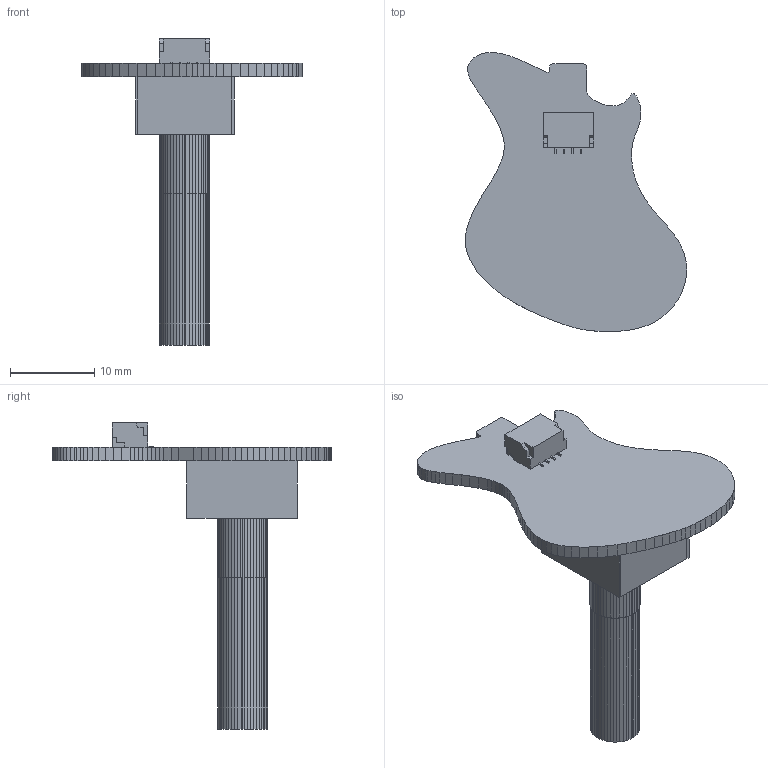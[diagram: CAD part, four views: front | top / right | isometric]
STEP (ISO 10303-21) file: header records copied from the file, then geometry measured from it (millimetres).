
FILE_DESCRIPTION(('Open CASCADE Model'),'2;1');
FILE_NAME('Open CASCADE Shape Model','2022-12-25T16:52:21',('Author'),( 'Open CASCADE'),'Open CASCADE STEP processor 7.5','Open CASCADE 7.5' ,'Unknown');
FILE_SCHEMA(('AUTOMOTIVE_DESIGN { 1 0 10303 214 1 1 1 1 }'));
Length unit declared in the file: millimetre
Products named in the file (12): PCB; Board; Open CASCADE STEP translator 7.5 7.1.1; J1; SM04B-SRSS-TB; POT1; 9075497824; Extruded; 9075496704; 10544464784
Assembly tree (11 placements, depth 4):
  PCB
    Board
      Open CASCADE STEP translator 7.5 7.1.1
    J1
      SM04B-SRSS-TB
    POT1
      9075497824
        Extruded
      9075496704
        Extruded
      10544464784
        Extruded
Bounding box: 26.25 x 33.09 x 36.3 mm (x, y, z)
Volume: 2714.8 mm3; surface area: 2838.2 mm2
Topology: 5 solids, 5 shells, 364 faces, 1045 edges, 696 vertices
Faces by surface type: plane 364
Entity records: 12531 total; most frequent: CARTESIAN_POINT 2117, ORIENTED_EDGE 2090, DIRECTION 1797, EDGE_CURVE 1045, LINE 1045, VECTOR 1045, VERTEX_POINT 696, AXIS2_PLACEMENT_3D 376
